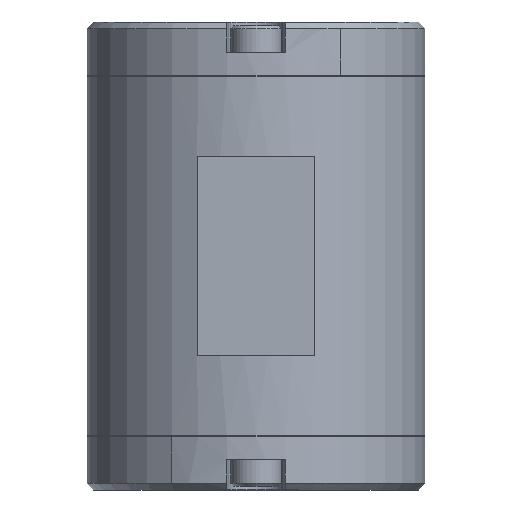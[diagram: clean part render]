
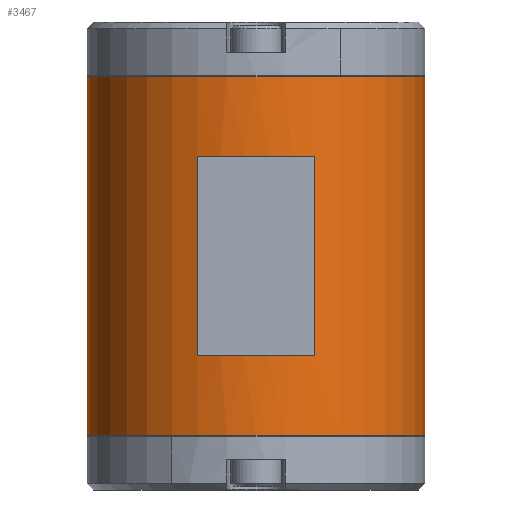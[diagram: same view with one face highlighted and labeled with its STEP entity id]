
A CAD part, front view. The second image highlights one B-rep face of the part: STEP entity #3467.
In plain terms, the highlighted cylindrical face has radius 12.7 mm (diameter 25.4 mm), a partial arc.
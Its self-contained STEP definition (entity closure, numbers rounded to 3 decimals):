
#11 = AXIS2_PLACEMENT_3D ( 'NONE', #4969, #4970, #4971 ) ;
#372 = CARTESIAN_POINT ( 'NONE',  ( -36.203, 9.619, 17.751 ) ) ;
#603 = ORIENTED_EDGE ( 'NONE', *, *, #7978, .T. ) ;
#611 = EDGE_LOOP ( 'NONE', ( #871, #891, #938, #861 ) ) ;
#614 = EDGE_LOOP ( 'NONE', ( #897, #603, #867, #859 ) ) ;
#859 = ORIENTED_EDGE ( 'NONE', *, *, #8022, .F. ) ;
#861 = ORIENTED_EDGE ( 'NONE', *, *, #7998, .T. ) ;
#867 = ORIENTED_EDGE ( 'NONE', *, *, #7962, .T. ) ;
#871 = ORIENTED_EDGE ( 'NONE', *, *, #7942, .T. ) ;
#891 = ORIENTED_EDGE ( 'NONE', *, *, #7953, .T. ) ;
#897 = ORIENTED_EDGE ( 'NONE', *, *, #8001, .F. ) ;
#938 = ORIENTED_EDGE ( 'NONE', *, *, #7996, .T. ) ;
#1738 = DIRECTION ( 'NONE',  ( 1., 0., 0. ) ) ;
#2793 = CARTESIAN_POINT ( 'NONE',  ( -27.331, 9.619, 17.751 ) ) ;
#2797 = CARTESIAN_POINT ( 'NONE',  ( -27.331, 9.619, 2.751 ) ) ;
#2937 = VERTEX_POINT ( 'NONE', #372 ) ;
#3028 = FACE_OUTER_BOUND ( 'NONE', #614, .T. ) ;
#3029 = FACE_BOUND ( 'NONE', #611, .T. ) ;
#3037 = CYLINDRICAL_SURFACE ( 'NONE', #6110, 12.7 ) ;
#3188 = CARTESIAN_POINT ( 'NONE',  ( -31.767, 21.519, 24.251 ) ) ;
#3190 = DIRECTION ( 'NONE',  ( 0., 0., 1. ) ) ;
#3467 = ADVANCED_FACE ( 'NONE', ( #3028, #3029 ), #3037, .T. ) ;
#3487 = VERTEX_POINT ( 'NONE', #2793 ) ;
#3492 = VERTEX_POINT ( 'NONE', #2797 ) ;
#4969 = CARTESIAN_POINT ( 'NONE',  ( -31.767, 21.519, 23.751 ) ) ;
#4970 = DIRECTION ( 'NONE',  ( 0., 0., 1. ) ) ;
#4971 = DIRECTION ( 'NONE',  ( 1., 0., 0. ) ) ;
#5800 = CARTESIAN_POINT ( 'NONE',  ( -19.067, 21.519, -3.249 ) ) ;
#5803 = CARTESIAN_POINT ( 'NONE',  ( -36.203, 9.619, 2.751 ) ) ;
#5805 = CARTESIAN_POINT ( 'NONE',  ( -44.467, 21.519, -3.249 ) ) ;
#5806 = CARTESIAN_POINT ( 'NONE',  ( -19.067, 21.519, 23.751 ) ) ;
#5807 = CARTESIAN_POINT ( 'NONE',  ( -44.467, 21.519, 23.751 ) ) ;
#6110 = AXIS2_PLACEMENT_3D ( 'NONE', #3188, #3190, #1738 ) ;
#6368 = AXIS2_PLACEMENT_3D ( 'NONE', #10225, #10226, #10227 ) ;
#6377 = AXIS2_PLACEMENT_3D ( 'NONE', #10509, #10510, #10511 ) ;
#6384 = AXIS2_PLACEMENT_3D ( 'NONE', #10841, #10842, #10843 ) ;
#7942 = EDGE_CURVE ( 'NONE', #3487, #3492, #9122, .T. ) ;
#7953 = EDGE_CURVE ( 'NONE', #3492, #8918, #9136, .T. ) ;
#7962 = EDGE_CURVE ( 'NONE', #8915, #8921, #9146, .T. ) ;
#7978 = EDGE_CURVE ( 'NONE', #8920, #8915, #9168, .T. ) ;
#7996 = EDGE_CURVE ( 'NONE', #8918, #2937, #9186, .T. ) ;
#7998 = EDGE_CURVE ( 'NONE', #2937, #3487, #9190, .T. ) ;
#8001 = EDGE_CURVE ( 'NONE', #8920, #8922, #9191, .T. ) ;
#8022 = EDGE_CURVE ( 'NONE', #8922, #8921, #9197, .T. ) ;
#8915 = VERTEX_POINT ( 'NONE', #5800 ) ;
#8918 = VERTEX_POINT ( 'NONE', #5803 ) ;
#8920 = VERTEX_POINT ( 'NONE', #5805 ) ;
#8921 = VERTEX_POINT ( 'NONE', #5806 ) ;
#8922 = VERTEX_POINT ( 'NONE', #5807 ) ;
#9122 = LINE ( 'NONE', #10176, #9128 ) ;
#9128 = VECTOR ( 'NONE', #10180, 1000. ) ;
#9136 = CIRCLE ( 'NONE', #6368, 12.7 ) ;
#9145 = VECTOR ( 'NONE', #10276, 1000. ) ;
#9146 = LINE ( 'NONE', #10268, #9145 ) ;
#9168 = CIRCLE ( 'NONE', #6377, 12.7 ) ;
#9186 = LINE ( 'NONE', #10833, #9189 ) ;
#9189 = VECTOR ( 'NONE', #10834, 1000. ) ;
#9190 = CIRCLE ( 'NONE', #6384, 12.7 ) ;
#9191 = LINE ( 'NONE', #10835, #9194 ) ;
#9194 = VECTOR ( 'NONE', #10844, 1000. ) ;
#9197 = CIRCLE ( 'NONE', #11, 12.7 ) ;
#10176 = CARTESIAN_POINT ( 'NONE',  ( -27.331, 9.619, 24.251 ) ) ;
#10180 = DIRECTION ( 'NONE',  ( 0., 0., -1. ) ) ;
#10225 = CARTESIAN_POINT ( 'NONE',  ( -31.767, 21.519, 2.751 ) ) ;
#10226 = DIRECTION ( 'NONE',  ( 0., 0., -1. ) ) ;
#10227 = DIRECTION ( 'NONE',  ( -1., 0., 0. ) ) ;
#10268 = CARTESIAN_POINT ( 'NONE',  ( -19.067, 21.519, 24.251 ) ) ;
#10276 = DIRECTION ( 'NONE',  ( 0., 0., 1. ) ) ;
#10509 = CARTESIAN_POINT ( 'NONE',  ( -31.767, 21.519, -3.249 ) ) ;
#10510 = DIRECTION ( 'NONE',  ( 0., 0., 1. ) ) ;
#10511 = DIRECTION ( 'NONE',  ( 1., 0., 0. ) ) ;
#10833 = CARTESIAN_POINT ( 'NONE',  ( -36.203, 9.619, 24.251 ) ) ;
#10834 = DIRECTION ( 'NONE',  ( 0., 0., 1. ) ) ;
#10835 = CARTESIAN_POINT ( 'NONE',  ( -44.467, 21.519, 24.251 ) ) ;
#10841 = CARTESIAN_POINT ( 'NONE',  ( -31.767, 21.519, 17.751 ) ) ;
#10842 = DIRECTION ( 'NONE',  ( 0., 0., 1. ) ) ;
#10843 = DIRECTION ( 'NONE',  ( 1., 0., 0. ) ) ;
#10844 = DIRECTION ( 'NONE',  ( 0., 0., 1. ) ) ;
